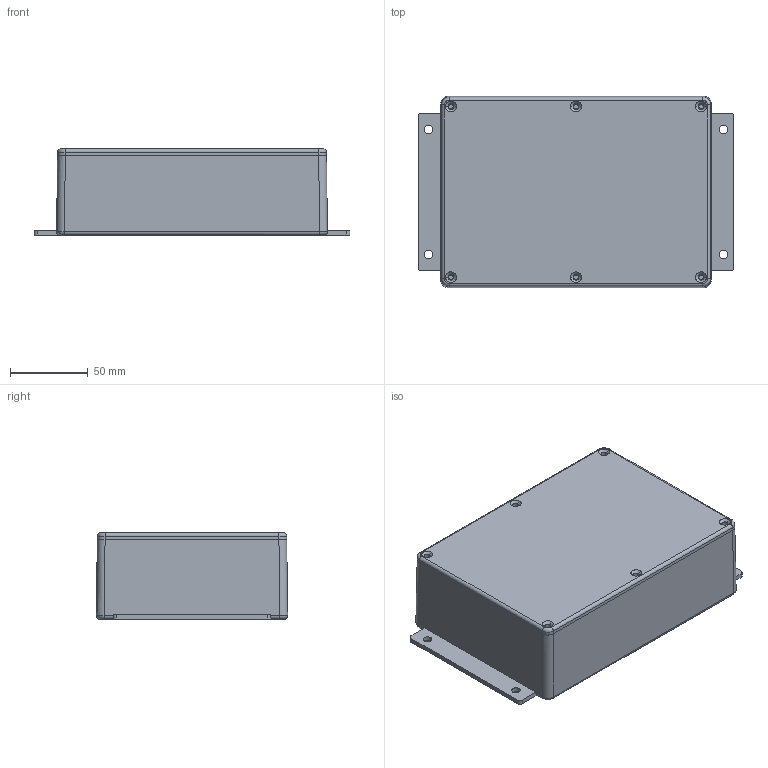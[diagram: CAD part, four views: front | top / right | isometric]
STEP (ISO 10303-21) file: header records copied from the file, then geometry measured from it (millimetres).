
FILE_DESCRIPTION (( 'STEP AP214' ), '1' );
FILE_NAME ('B027MF REV.B.STEP', '2024-02-02T07:05:20', ( '' ), ( '' ), 'SwSTEP 2.0', 'SolidWorks 2014', '' );
FILE_SCHEMA (( 'AUTOMOTIVE_DESIGN' ));
Length unit declared in the file: millimetre
Products named in the file (3): B027T; B027MFB; B027MF REV.B
Assembly tree (2 placements, depth 2):
  B027MF REV.B
    B027MFB
    B027T
Bounding box: 202.5 x 122.7 x 55.3 mm (x, y, z)
Volume: 191735.5 mm3; surface area: 155604.7 mm2
Topology: 2 solids, 2 shells, 339 faces, 926 edges, 600 vertices
Faces by surface type: bspline 138, plane 131, cylinder 54, cone 12, torus 4
Entity records: 13334 total; most frequent: CARTESIAN_POINT 6002, ORIENTED_EDGE 1852, DIRECTION 1080, EDGE_CURVE 926, VERTEX_POINT 600, LINE 452, VECTOR 452, EDGE_LOOP 368
